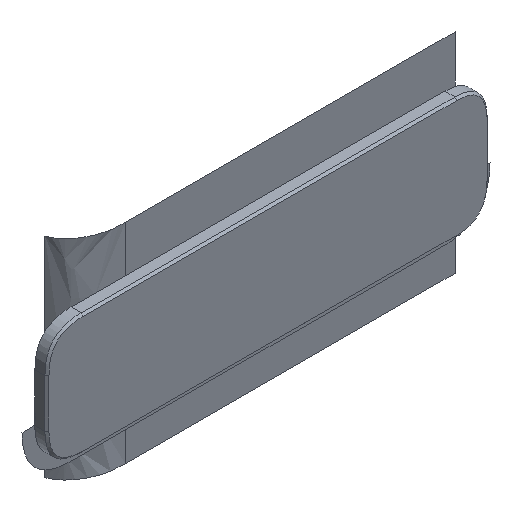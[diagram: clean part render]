
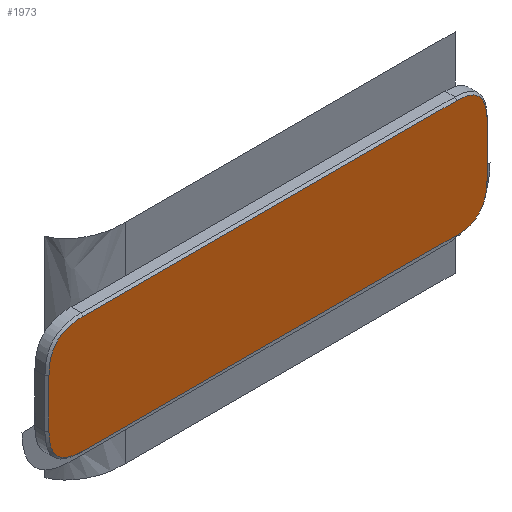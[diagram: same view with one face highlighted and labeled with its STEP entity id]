
A CAD part, isometric view. The second image highlights one B-rep face of the part: STEP entity #1973.
In plain terms, the highlighted planar face has unit normal (0, -1, 0).
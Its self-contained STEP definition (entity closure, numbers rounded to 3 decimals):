
#136=DIRECTION('',(1.,0.,0.));
#137=VECTOR('',#136,186.);
#138=CARTESIAN_POINT('',(-22.,-6.,28.998));
#139=LINE('',#138,#137);
#140=CARTESIAN_POINT('',(164.,-6.,28.998));
#141=CARTESIAN_POINT('',(165.107,-6.,28.998));
#142=CARTESIAN_POINT('',(167.422,-6.,28.846));
#143=CARTESIAN_POINT('',(170.241,-6.,28.172));
#144=CARTESIAN_POINT('',(172.578,-6.,27.12));
#145=CARTESIAN_POINT('',(174.443,-6.,25.76));
#146=CARTESIAN_POINT('',(176.,-6.,24.039));
#147=CARTESIAN_POINT('',(177.301,-6.,21.823));
#148=CARTESIAN_POINT('',(178.283,-6.,19.032));
#149=CARTESIAN_POINT('',(178.876,-6.,15.759));
#150=CARTESIAN_POINT('',(179.,-6.,13.225));
#151=CARTESIAN_POINT('',(179.,-6.,12.));
#153=DIRECTION('',(0.,0.,-1.));
#154=VECTOR('',#153,24.);
#155=CARTESIAN_POINT('',(179.,-6.,12.));
#156=LINE('',#155,#154);
#157=CARTESIAN_POINT('',(179.,-6.,-12.));
#158=CARTESIAN_POINT('',(179.,-6.,-13.249));
#159=CARTESIAN_POINT('',(178.867,-6.,-15.853));
#160=CARTESIAN_POINT('',(178.267,-6.,-19.09));
#161=CARTESIAN_POINT('',(177.277,-6.,-21.876));
#162=CARTESIAN_POINT('',(175.971,-6.,-24.078));
#163=CARTESIAN_POINT('',(174.41,-6.,-25.79));
#164=CARTESIAN_POINT('',(172.539,-6.,-27.143));
#165=CARTESIAN_POINT('',(170.187,-6.,-28.191));
#166=CARTESIAN_POINT('',(167.368,-6.,-28.852));
#167=CARTESIAN_POINT('',(165.092,-6.,-28.998));
#168=CARTESIAN_POINT('',(164.,-6.,-28.998));
#170=DIRECTION('',(-1.,0.,0.));
#171=VECTOR('',#170,186.);
#172=CARTESIAN_POINT('',(164.,-6.,-28.998));
#173=LINE('',#172,#171);
#174=CARTESIAN_POINT('',(-22.,-6.,-28.998));
#175=CARTESIAN_POINT('',(-23.255,-6.,-28.998));
#176=CARTESIAN_POINT('',(-25.878,-6.,-28.845));
#177=CARTESIAN_POINT('',(-29.1,-6.,-28.164));
#178=CARTESIAN_POINT('',(-31.828,-6.,-27.067));
#179=CARTESIAN_POINT('',(-33.97,-6.,-25.649));
#180=CARTESIAN_POINT('',(-35.684,-6.,-23.928));
#181=CARTESIAN_POINT('',(-37.096,-6.,-21.774));
#182=CARTESIAN_POINT('',(-38.186,-6.,-19.037));
#183=CARTESIAN_POINT('',(-38.858,-6.,-15.782));
#184=CARTESIAN_POINT('',(-39.,-6.,-13.231));
#185=CARTESIAN_POINT('',(-39.,-6.,-12.));
#187=DIRECTION('',(0.,0.,1.));
#188=VECTOR('',#187,24.);
#189=CARTESIAN_POINT('',(-39.,-6.,-12.));
#190=LINE('',#189,#188);
#191=CARTESIAN_POINT('',(-39.,-6.,12.));
#192=CARTESIAN_POINT('',(-39.,-6.,13.255));
#193=CARTESIAN_POINT('',(-38.848,-6.,15.877));
#194=CARTESIAN_POINT('',(-38.166,-6.,19.099));
#195=CARTESIAN_POINT('',(-37.069,-6.,21.826));
#196=CARTESIAN_POINT('',(-35.651,-6.,23.968));
#197=CARTESIAN_POINT('',(-33.93,-6.,25.682));
#198=CARTESIAN_POINT('',(-31.776,-6.,27.093));
#199=CARTESIAN_POINT('',(-29.038,-6.,28.184));
#200=CARTESIAN_POINT('',(-25.783,-6.,28.855));
#201=CARTESIAN_POINT('',(-23.231,-6.,28.998));
#202=CARTESIAN_POINT('',(-22.,-6.,28.998));
#1182=CARTESIAN_POINT('',(-22.,-6.,28.998));
#1183=CARTESIAN_POINT('',(164.,-6.,28.998));
#1184=VERTEX_POINT('',#1182);
#1185=VERTEX_POINT('',#1183);
#1187=VERTEX_POINT('',#151);
#1190=CARTESIAN_POINT('',(179.,-6.,-12.));
#1191=VERTEX_POINT('',#1190);
#1193=VERTEX_POINT('',#168);
#1196=CARTESIAN_POINT('',(-22.,-6.,-28.998));
#1197=VERTEX_POINT('',#1196);
#1199=VERTEX_POINT('',#185);
#1202=CARTESIAN_POINT('',(-39.,-6.,12.));
#1203=VERTEX_POINT('',#1202);
#1953=CARTESIAN_POINT('',(0.,-6.,0.));
#1954=DIRECTION('',(0.,1.,0.));
#1955=DIRECTION('',(0.,0.,-1.));
#1956=AXIS2_PLACEMENT_3D('',#1953,#1954,#1955);
#1957=PLANE('',#1956);
#1959=ORIENTED_EDGE('',*,*,#1958,.T.);
#1961=ORIENTED_EDGE('',*,*,#1960,.T.);
#1963=ORIENTED_EDGE('',*,*,#1962,.T.);
#1964=ORIENTED_EDGE('',*,*,#1946,.T.);
#1965=ORIENTED_EDGE('',*,*,#1252,.T.);
#1966=ORIENTED_EDGE('',*,*,#1320,.T.);
#1968=ORIENTED_EDGE('',*,*,#1967,.T.);
#1970=ORIENTED_EDGE('',*,*,#1969,.T.);
#1971=EDGE_LOOP('',(#1959,#1961,#1963,#1964,#1965,#1966,#1968,#1970));
#1972=FACE_OUTER_BOUND('',#1971,.F.);
#1973=ADVANCED_FACE('',(#1972),#1957,.F.);
#152=B_SPLINE_CURVE_WITH_KNOTS('',3,(#140,#141,#142,#143,#144,#145,#146,#147,
#148,#149,#150,#151),.UNSPECIFIED.,.F.,.F.,(4,1,1,1,1,1,1,1,1,4),(0.,
0.111,0.222,0.333,0.444,
0.556,0.667,0.778,0.889,1.),
.UNSPECIFIED.);
#169=B_SPLINE_CURVE_WITH_KNOTS('',3,(#157,#158,#159,#160,#161,#162,#163,#164,
#165,#166,#167,#168),.UNSPECIFIED.,.F.,.F.,(4,1,1,1,1,1,1,1,1,4),(0.,
0.111,0.222,0.333,0.444,
0.556,0.667,0.778,0.889,1.),
.UNSPECIFIED.);
#186=B_SPLINE_CURVE_WITH_KNOTS('',3,(#174,#175,#176,#177,#178,#179,#180,#181,
#182,#183,#184,#185),.UNSPECIFIED.,.F.,.F.,(4,1,1,1,1,1,1,1,1,4),(0.,
0.111,0.222,0.333,0.444,
0.556,0.667,0.778,0.889,1.),
.UNSPECIFIED.);
#203=B_SPLINE_CURVE_WITH_KNOTS('',3,(#191,#192,#193,#194,#195,#196,#197,#198,
#199,#200,#201,#202),.UNSPECIFIED.,.F.,.F.,(4,1,1,1,1,1,1,1,1,4),(0.,
0.111,0.222,0.333,0.444,
0.556,0.667,0.778,0.889,1.),
.UNSPECIFIED.);
#1252=EDGE_CURVE('',#1193,#1197,#173,.T.);
#1320=EDGE_CURVE('',#1197,#1199,#186,.T.);
#1946=EDGE_CURVE('',#1191,#1193,#169,.T.);
#1958=EDGE_CURVE('',#1184,#1185,#139,.T.);
#1960=EDGE_CURVE('',#1185,#1187,#152,.T.);
#1962=EDGE_CURVE('',#1187,#1191,#156,.T.);
#1967=EDGE_CURVE('',#1199,#1203,#190,.T.);
#1969=EDGE_CURVE('',#1203,#1184,#203,.T.);
